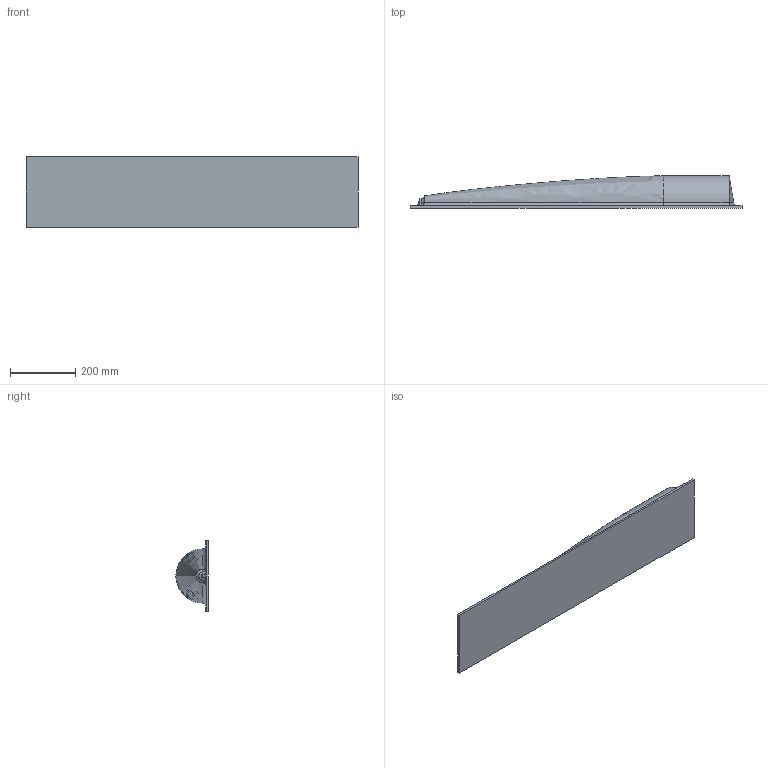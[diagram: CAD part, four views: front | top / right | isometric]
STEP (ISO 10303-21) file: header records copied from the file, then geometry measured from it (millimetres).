
FILE_DESCRIPTION (( 'STEP AP214' ), '1' );
FILE_NAME ('vonKarman_asp5_positiveHalfMold_V2-3.STEP', '2017-02-11T05:24:20', ( '' ), ( '' ), 'SwSTEP 2.0', 'SolidWorks 2016', '' );
FILE_SCHEMA (( 'AUTOMOTIVE_DESIGN' ));
Length unit declared in the file: inch
Products named in the file (2): vonKarman_asp5_positiveHalfMold_V2-3
Bounding box: 1018.98 x 99.02 x 217.09 mm (x, y, z)
Volume: 9349414.9 mm3; surface area: 549845.2 mm2
Topology: 1 solids, 1 shells, 59 faces, 136 edges, 78 vertices
Faces by surface type: cylinder 24, plane 22, sphere 4, cone 3, bspline 3, torus 3
Entity records: 2220 total; most frequent: CARTESIAN_POINT 928, ORIENTED_EDGE 268, DIRECTION 244, EDGE_CURVE 134, VECTOR 84, LINE 84, AXIS2_PLACEMENT_3D 80, VERTEX_POINT 78
